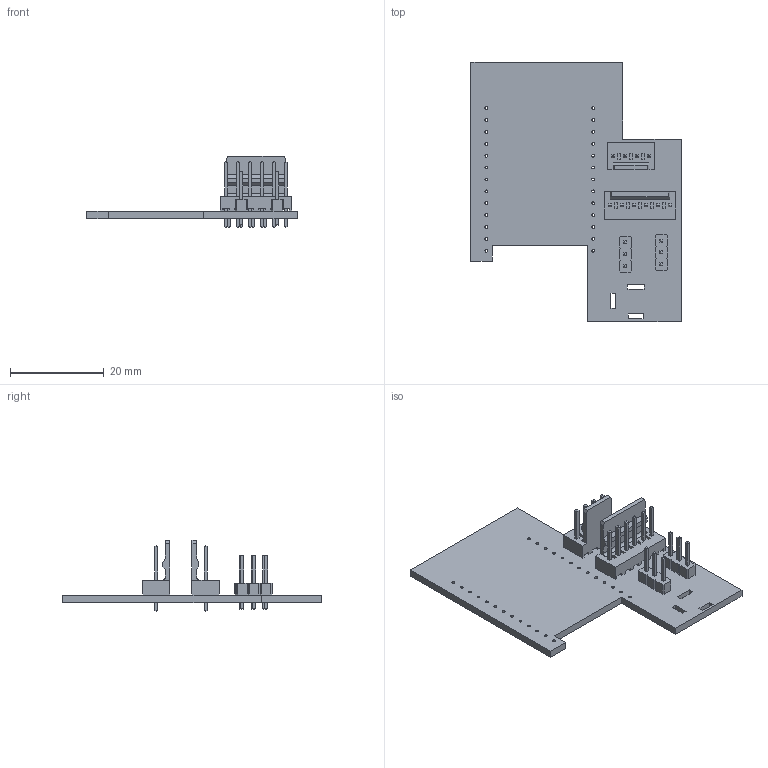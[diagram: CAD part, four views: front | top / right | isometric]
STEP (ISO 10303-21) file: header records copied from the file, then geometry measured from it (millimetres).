
FILE_DESCRIPTION(('KiCad electronic assembly'),'2;1');
FILE_NAME('PCB.step','2024-11-16T16:29:06',('Pcbnew'),('Kicad'), 'Open CASCADE STEP processor 7.8','KiCad to STEP converter','Unknown' );
FILE_SCHEMA(('AUTOMOTIVE_DESIGN { 1 0 10303 214 1 1 1 1 }'));
Length unit declared in the file: millimetre
Products named in the file (8): PCB 1; Molex_KK-254_AE-6410-06A_1x06_P2.54mm_Vertical; Molex_AE_6410_06A; Molex_KK-254_AE-6410-04A_1x04_P2.54mm_Vertical; Molex_AE_6410_04A; PinHeader_1x03_P2.54mm_Vertical; PinHeader_1x03_P254mm_Vertical; _autosave-PCB_PCB
Assembly tree (8 placements, depth 3):
  PCB 1
    Molex_KK-254_AE-6410-06A_1x06_P2.54mm_Vertical
      Molex_AE_6410_06A
    Molex_KK-254_AE-6410-04A_1x04_P2.54mm_Vertical
      Molex_AE_6410_04A
    PinHeader_1x03_P2.54mm_Vertical  x2
      PinHeader_1x03_P254mm_Vertical
    _autosave-PCB_PCB
Bounding box: 44.98 x 55.46 x 15.26 mm (x, y, z)
Volume: 3733 mm3; surface area: 5916.6 mm2
Topology: 5 solids, 5 shells, 518 faces, 1300 edges, 824 vertices
Faces by surface type: plane 467, cylinder 51
Full cylindrical faces by diameter (mm): 0.6 x26, 1 x6, 1.19 x10
Entity records: 15874 total; most frequent: CARTESIAN_POINT 2283, ORIENTED_EDGE 2240, DIRECTION 2124, EDGE_CURVE 1120, LINE 1018, VECTOR 1018, VERTEX_POINT 712, FACE_BOUND 574
